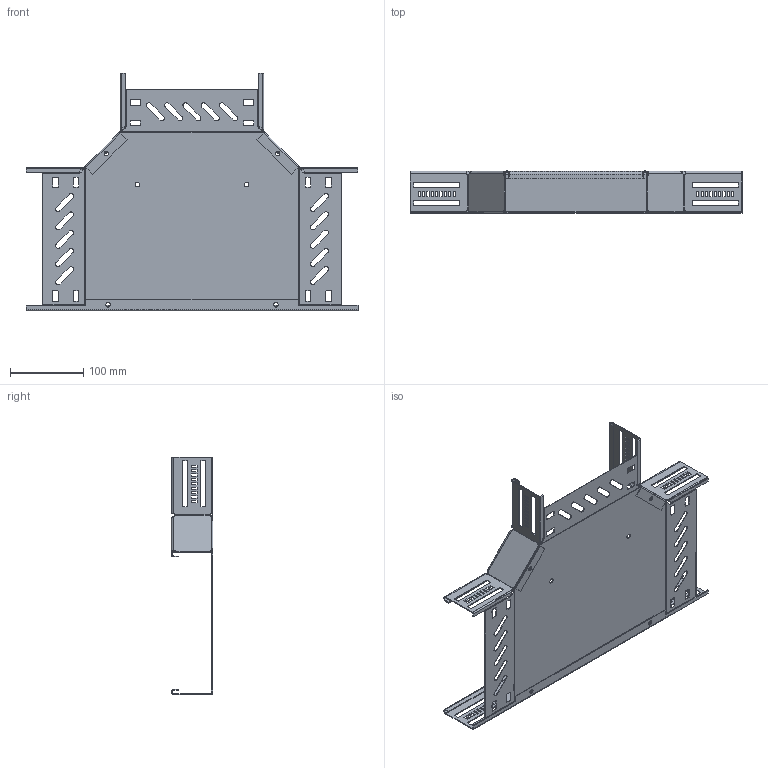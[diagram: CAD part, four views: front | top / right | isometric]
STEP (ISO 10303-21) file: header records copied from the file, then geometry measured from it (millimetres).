
FILE_DESCRIPTION (( 'STEP AP214' ), '1' );
FILE_NAME ('6038134.STEP', '2024-10-25T12:50:23', ( '' ), ( '' ), 'SwSTEP 2.0', 'SolidWorks 2024', '' );
FILE_SCHEMA (( 'AUTOMOTIVE_DESIGN' ));
Length unit declared in the file: millimetre
Products named in the file (4): 172093_200; 172072_200; 6038134; 167655_60x90°
Assembly tree (4 placements, depth 2):
  6038134
    172072_200
    167655_60x90°  x2
    172093_200
Bounding box: 454 x 57 x 324.99 mm (x, y, z)
Volume: 150624.7 mm3; surface area: 326363.6 mm2
Topology: 4 solids, 4 shells, 741 faces, 2055 edges, 1322 vertices
Faces by surface type: plane 512, cylinder 213, bspline 16
Entity records: 18576 total; most frequent: CARTESIAN_POINT 3667, ORIENTED_EDGE 3134, DIRECTION 2921, EDGE_CURVE 1567, VECTOR 1169, LINE 1169, VERTEX_POINT 1018, AXIS2_PLACEMENT_3D 876
